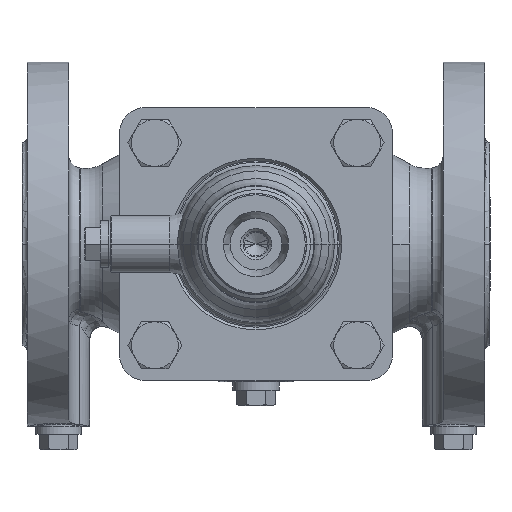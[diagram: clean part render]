
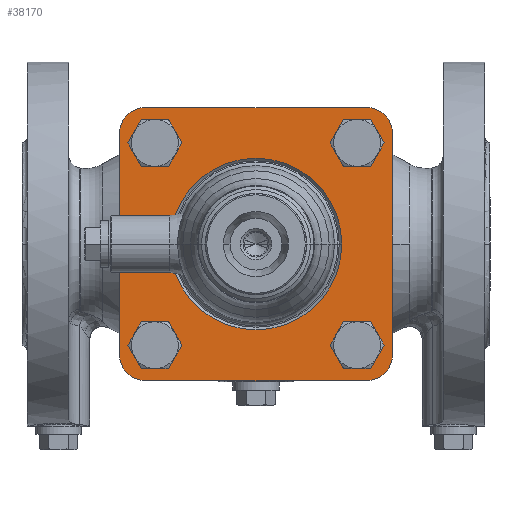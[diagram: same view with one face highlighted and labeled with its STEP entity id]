
A CAD part, front view. The second image highlights one B-rep face of the part: STEP entity #38170.
In plain terms, the highlighted planar face has unit normal (0, -1, 0).
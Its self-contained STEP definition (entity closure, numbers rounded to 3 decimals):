
#37721=CARTESIAN_POINT('',(-42.5,0.,42.5));
#37722=DIRECTION('',(0.,-1.,0.));
#37723=DIRECTION('',(0.,0.,1.));
#37724=AXIS2_PLACEMENT_3D('',#37721,#37722,#37723);
#37726=DIRECTION('',(1.,0.,0.));
#37727=VECTOR('',#37726,85.);
#37728=CARTESIAN_POINT('',(-42.5,0.,52.5));
#37729=LINE('',#37728,#37727);
#37730=CARTESIAN_POINT('',(42.5,0.,42.5));
#37731=DIRECTION('',(0.,-1.,0.));
#37732=DIRECTION('',(1.,0.,0.));
#37733=AXIS2_PLACEMENT_3D('',#37730,#37731,#37732);
#37735=DIRECTION('',(0.,0.,-1.));
#37736=VECTOR('',#37735,85.);
#37737=CARTESIAN_POINT('',(52.5,0.,42.5));
#37738=LINE('',#37737,#37736);
#37739=CARTESIAN_POINT('',(42.5,0.,-42.5));
#37740=DIRECTION('',(0.,-1.,0.));
#37741=DIRECTION('',(0.,0.,-1.));
#37742=AXIS2_PLACEMENT_3D('',#37739,#37740,#37741);
#37744=DIRECTION('',(-1.,0.,0.));
#37745=VECTOR('',#37744,85.);
#37746=CARTESIAN_POINT('',(42.5,0.,-52.5));
#37747=LINE('',#37746,#37745);
#37748=CARTESIAN_POINT('',(-42.5,0.,-42.5));
#37749=DIRECTION('',(0.,-1.,0.));
#37750=DIRECTION('',(-1.,0.,0.));
#37751=AXIS2_PLACEMENT_3D('',#37748,#37749,#37750);
#37753=DIRECTION('',(0.,0.,1.));
#37754=VECTOR('',#37753,85.);
#37755=CARTESIAN_POINT('',(-52.5,0.,-42.5));
#37756=LINE('',#37755,#37754);
#37757=CARTESIAN_POINT('',(0.,0.,
0.));
#37758=DIRECTION('',(0.,1.,0.));
#37759=DIRECTION('',(1.,0.,0.));
#37760=AXIS2_PLACEMENT_3D('',#37757,#37758,#37759);
#37762=CARTESIAN_POINT('',(0.,0.,
0.));
#37763=DIRECTION('',(0.,1.,0.));
#37764=DIRECTION('',(-1.,0.,0.));
#37765=AXIS2_PLACEMENT_3D('',#37762,#37763,#37764);
#37767=CARTESIAN_POINT('',(-38.891,0.,38.891));
#37768=DIRECTION('',(0.,-1.,0.));
#37769=DIRECTION('',(1.,0.,0.));
#37770=AXIS2_PLACEMENT_3D('',#37767,#37768,#37769);
#37772=CARTESIAN_POINT('',(-38.891,0.,38.891));
#37773=DIRECTION('',(0.,-1.,0.));
#37774=DIRECTION('',(-1.,0.,0.));
#37775=AXIS2_PLACEMENT_3D('',#37772,#37773,#37774);
#37777=CARTESIAN_POINT('',(38.891,0.,38.891));
#37778=DIRECTION('',(0.,-1.,0.));
#37779=DIRECTION('',(1.,0.,0.));
#37780=AXIS2_PLACEMENT_3D('',#37777,#37778,#37779);
#37782=CARTESIAN_POINT('',(38.891,0.,38.891));
#37783=DIRECTION('',(0.,-1.,0.));
#37784=DIRECTION('',(-1.,0.,0.));
#37785=AXIS2_PLACEMENT_3D('',#37782,#37783,#37784);
#37787=CARTESIAN_POINT('',(38.891,0.,-38.891));
#37788=DIRECTION('',(0.,-1.,0.));
#37789=DIRECTION('',(1.,0.,0.));
#37790=AXIS2_PLACEMENT_3D('',#37787,#37788,#37789);
#37792=CARTESIAN_POINT('',(38.891,0.,-38.891));
#37793=DIRECTION('',(0.,-1.,0.));
#37794=DIRECTION('',(-1.,0.,0.));
#37795=AXIS2_PLACEMENT_3D('',#37792,#37793,#37794);
#37797=CARTESIAN_POINT('',(-38.891,0.,-38.891));
#37798=DIRECTION('',(0.,-1.,0.));
#37799=DIRECTION('',(1.,0.,0.));
#37800=AXIS2_PLACEMENT_3D('',#37797,#37798,#37799);
#37802=CARTESIAN_POINT('',(-38.891,0.,-38.891));
#37803=DIRECTION('',(0.,-1.,0.));
#37804=DIRECTION('',(-1.,0.,0.));
#37805=AXIS2_PLACEMENT_3D('',#37802,#37803,#37804);
#38037=CARTESIAN_POINT('',(-42.5,0.,52.5));
#38038=CARTESIAN_POINT('',(-52.5,0.,42.5));
#38039=VERTEX_POINT('',#38037);
#38040=VERTEX_POINT('',#38038);
#38045=CARTESIAN_POINT('',(52.5,0.,42.5));
#38046=CARTESIAN_POINT('',(42.5,0.,52.5));
#38047=VERTEX_POINT('',#38045);
#38048=VERTEX_POINT('',#38046);
#38053=CARTESIAN_POINT('',(42.5,0.,-52.5));
#38054=CARTESIAN_POINT('',(52.5,0.,-42.5));
#38055=VERTEX_POINT('',#38053);
#38056=VERTEX_POINT('',#38054);
#38061=CARTESIAN_POINT('',(-52.5,0.,-42.5));
#38062=CARTESIAN_POINT('',(-42.5,0.,-52.5));
#38063=VERTEX_POINT('',#38061);
#38064=VERTEX_POINT('',#38062);
#38077=CARTESIAN_POINT('',(33.,0.,0.));
#38078=CARTESIAN_POINT('',(-33.,0.,
0.));
#38079=VERTEX_POINT('',#38077);
#38080=VERTEX_POINT('',#38078);
#38085=CARTESIAN_POINT('',(-31.891,0.,38.891));
#38086=CARTESIAN_POINT('',(-45.891,0.,38.891));
#38087=VERTEX_POINT('',#38085);
#38088=VERTEX_POINT('',#38086);
#38093=CARTESIAN_POINT('',(45.891,0.,38.891));
#38094=CARTESIAN_POINT('',(31.891,0.,38.891));
#38095=VERTEX_POINT('',#38093);
#38096=VERTEX_POINT('',#38094);
#38101=CARTESIAN_POINT('',(45.891,0.,-38.891));
#38102=CARTESIAN_POINT('',(31.891,0.,-38.891));
#38103=VERTEX_POINT('',#38101);
#38104=VERTEX_POINT('',#38102);
#38109=CARTESIAN_POINT('',(-31.891,0.,-38.891));
#38110=CARTESIAN_POINT('',(-45.891,0.,-38.891));
#38111=VERTEX_POINT('',#38109);
#38112=VERTEX_POINT('',#38110);
#38117=CARTESIAN_POINT('',(0.,0.,0.));
#38118=DIRECTION('',(0.,1.,0.));
#38119=DIRECTION('',(1.,0.,0.));
#38120=AXIS2_PLACEMENT_3D('',#38117,#38118,#38119);
#38121=PLANE('',#38120);
#38123=ORIENTED_EDGE('',*,*,#38122,.F.);
#38125=ORIENTED_EDGE('',*,*,#38124,.T.);
#38127=ORIENTED_EDGE('',*,*,#38126,.F.);
#38129=ORIENTED_EDGE('',*,*,#38128,.T.);
#38131=ORIENTED_EDGE('',*,*,#38130,.F.);
#38133=ORIENTED_EDGE('',*,*,#38132,.T.);
#38135=ORIENTED_EDGE('',*,*,#38134,.F.);
#38137=ORIENTED_EDGE('',*,*,#38136,.T.);
#38138=EDGE_LOOP('',(#38123,#38125,#38127,#38129,#38131,#38133,#38135,#38137));
#38139=FACE_OUTER_BOUND('',#38138,.F.);
#38141=ORIENTED_EDGE('',*,*,#38140,.F.);
#38143=ORIENTED_EDGE('',*,*,#38142,.F.);
#38144=EDGE_LOOP('',(#38141,#38143));
#38145=FACE_BOUND('',#38144,.F.);
#38147=ORIENTED_EDGE('',*,*,#38146,.T.);
#38149=ORIENTED_EDGE('',*,*,#38148,.T.);
#38150=EDGE_LOOP('',(#38147,#38149));
#38151=FACE_BOUND('',#38150,.F.);
#38153=ORIENTED_EDGE('',*,*,#38152,.T.);
#38155=ORIENTED_EDGE('',*,*,#38154,.T.);
#38156=EDGE_LOOP('',(#38153,#38155));
#38157=FACE_BOUND('',#38156,.F.);
#38159=ORIENTED_EDGE('',*,*,#38158,.T.);
#38161=ORIENTED_EDGE('',*,*,#38160,.T.);
#38162=EDGE_LOOP('',(#38159,#38161));
#38163=FACE_BOUND('',#38162,.F.);
#38165=ORIENTED_EDGE('',*,*,#38164,.T.);
#38167=ORIENTED_EDGE('',*,*,#38166,.T.);
#38168=EDGE_LOOP('',(#38165,#38167));
#38169=FACE_BOUND('',#38168,.F.);
#38170=ADVANCED_FACE('',(#38139,#38145,#38151,#38157,#38163,#38169),#38121,.F.);
#37725=CIRCLE('',#37724,10.);
#37734=CIRCLE('',#37733,10.);
#37743=CIRCLE('',#37742,10.);
#37752=CIRCLE('',#37751,10.);
#37761=CIRCLE('',#37760,33.);
#37766=CIRCLE('',#37765,33.);
#37771=CIRCLE('',#37770,7.);
#37776=CIRCLE('',#37775,7.);
#37781=CIRCLE('',#37780,7.);
#37786=CIRCLE('',#37785,7.);
#37791=CIRCLE('',#37790,7.);
#37796=CIRCLE('',#37795,7.);
#37801=CIRCLE('',#37800,7.);
#37806=CIRCLE('',#37805,7.);
#38122=EDGE_CURVE('',#38039,#38040,#37725,.T.);
#38124=EDGE_CURVE('',#38039,#38048,#37729,.T.);
#38126=EDGE_CURVE('',#38047,#38048,#37734,.T.);
#38128=EDGE_CURVE('',#38047,#38056,#37738,.T.);
#38130=EDGE_CURVE('',#38055,#38056,#37743,.T.);
#38132=EDGE_CURVE('',#38055,#38064,#37747,.T.);
#38134=EDGE_CURVE('',#38063,#38064,#37752,.T.);
#38136=EDGE_CURVE('',#38063,#38040,#37756,.T.);
#38140=EDGE_CURVE('',#38079,#38080,#37761,.T.);
#38142=EDGE_CURVE('',#38080,#38079,#37766,.T.);
#38146=EDGE_CURVE('',#38087,#38088,#37771,.T.);
#38148=EDGE_CURVE('',#38088,#38087,#37776,.T.);
#38152=EDGE_CURVE('',#38095,#38096,#37781,.T.);
#38154=EDGE_CURVE('',#38096,#38095,#37786,.T.);
#38158=EDGE_CURVE('',#38103,#38104,#37791,.T.);
#38160=EDGE_CURVE('',#38104,#38103,#37796,.T.);
#38164=EDGE_CURVE('',#38111,#38112,#37801,.T.);
#38166=EDGE_CURVE('',#38112,#38111,#37806,.T.);
